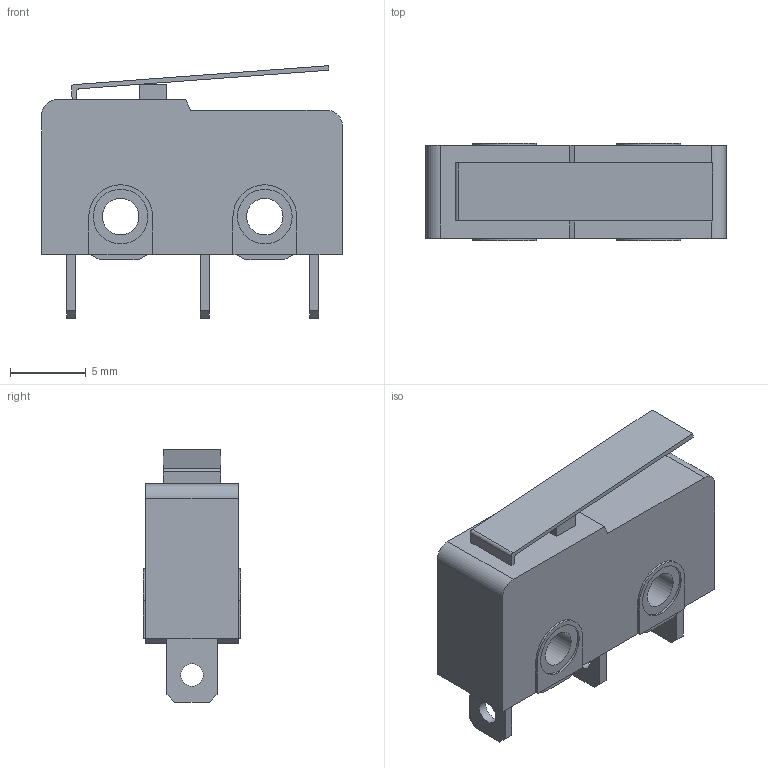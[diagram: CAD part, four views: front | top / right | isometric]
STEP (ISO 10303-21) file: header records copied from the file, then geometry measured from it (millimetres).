
FILE_DESCRIPTION(('FreeCAD Model'),'2;1');
FILE_NAME('microswitch-ESS05-EGE.step', '2015-11-29T15:46:02',('Author'),(''), 'Open CASCADE STEP processor 6.8','FreeCAD','Unknown');
FILE_SCHEMA(('AUTOMOTIVE_DESIGN_CC2 { 1 2 10303 214 -1 1 5 4 }'));
Length unit declared in the file: millimetre
Products named in the file (2): ASSEMBLY; Fusion005
Assembly tree (1 placements, depth 2):
  ASSEMBLY
    Fusion005
Bounding box: 19.8 x 6.4 x 16.64 mm (x, y, z)
Volume: 1197.6 mm3; surface area: 1092.6 mm2
Topology: 1 solids, 1 shells, 83 faces, 216 edges, 144 vertices
Faces by surface type: plane 66, cylinder 17
Full cylindrical faces by diameter (mm): 1.5 x3, 2.4 x2, 3.6 x2
Entity records: 5404 total; most frequent: CARTESIAN_POINT 927, DIRECTION 837, LINE 572, VECTOR 572, ORIENTED_EDGE 432, PCURVE 432, DEFINITIONAL_REPRESENTATION 432, EDGE_CURVE 216
